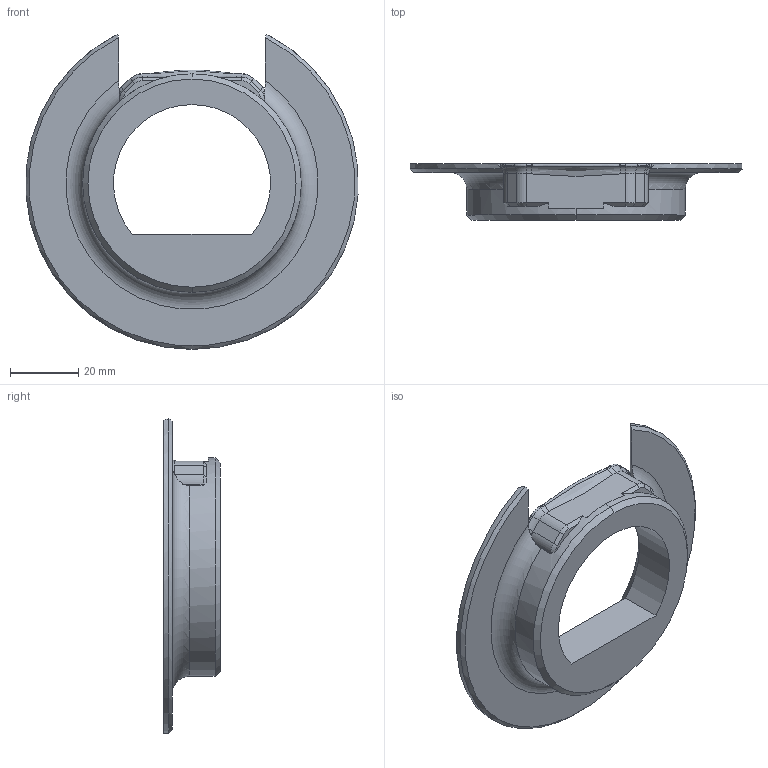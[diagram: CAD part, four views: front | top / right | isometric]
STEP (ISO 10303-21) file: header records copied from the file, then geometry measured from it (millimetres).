
FILE_DESCRIPTION (( 'STEP AP214' ), '1' );
FILE_NAME ('printable_cheetah_leg_adapter.STEP', '2025-06-27T19:28:21', ( '' ), ( '' ), 'SwSTEP 2.0', 'SolidWorks 2024', '' );
FILE_SCHEMA (( 'AUTOMOTIVE_DESIGN' ));
Length unit declared in the file: millimetre
Products named in the file (1): printable_cheetah_leg_adapter
Bounding box: 97.29 x 16.5 x 92.29 mm (x, y, z)
Volume: 37303.7 mm3; surface area: 16322.3 mm2
Topology: 1 solids, 1 shells, 100 faces, 252 edges, 152 vertices
Faces by surface type: cylinder 28, plane 28, torus 21, bspline 10, cone 9, sphere 4
Entity records: 3350 total; most frequent: CARTESIAN_POINT 1005, ORIENTED_EDGE 504, DIRECTION 484, EDGE_CURVE 252, AXIS2_PLACEMENT_3D 200, VERTEX_POINT 152, CIRCLE 109, EDGE_LOOP 102
